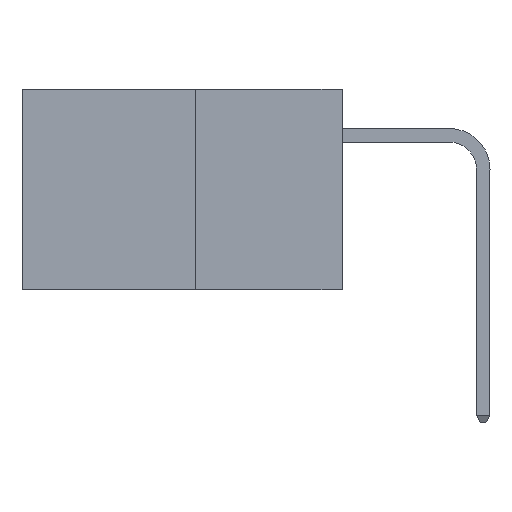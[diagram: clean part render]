
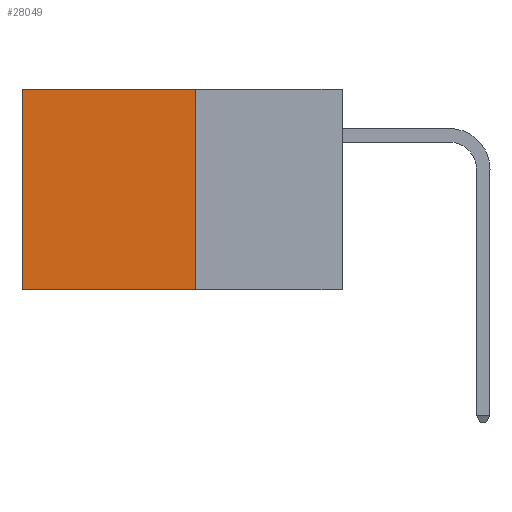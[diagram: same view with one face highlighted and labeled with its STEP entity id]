
A CAD part, left-side view. The second image highlights one B-rep face of the part: STEP entity #28049.
In plain terms, the highlighted planar face has unit normal (-1, 0, 0).
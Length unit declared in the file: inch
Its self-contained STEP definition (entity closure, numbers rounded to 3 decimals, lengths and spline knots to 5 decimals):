
#2509 = DIRECTION ( 'NONE',  ( 0., 0., -1. ) ) ;
#3873 = VERTEX_POINT ( 'NONE', #10509 ) ;
#3889 = VECTOR ( 'NONE', #2509, 39.37008 ) ;
#4336 = CARTESIAN_POINT ( 'NONE',  ( 0.277, 0.27, 0. ) ) ;
#4854 = CARTESIAN_POINT ( 'NONE',  ( 0.277, 0.59, -0.37 ) ) ;
#5961 = CARTESIAN_POINT ( 'NONE',  ( 0.277, 0.27, 0. ) ) ;
#7473 = VECTOR ( 'NONE', #25426, 39.37008 ) ;
#7651 = ORIENTED_EDGE ( 'NONE', *, *, #29874, .F. ) ;
#9853 = VERTEX_POINT ( 'NONE', #29092 ) ;
#10442 = ORIENTED_EDGE ( 'NONE', *, *, #16215, .T. ) ;
#10509 = CARTESIAN_POINT ( 'NONE',  ( 0.277, 0.59, 0. ) ) ;
#11969 = CARTESIAN_POINT ( 'NONE',  ( 0.277, 0.27, -0.37 ) ) ;
#12025 = FACE_OUTER_BOUND ( 'NONE', #19895, .T. ) ;
#12131 = EDGE_CURVE ( 'NONE', #3873, #27092, #22466, .T. ) ;
#13019 = AXIS2_PLACEMENT_3D ( 'NONE', #11969, #28269, #14340 ) ;
#13815 = LINE ( 'NONE', #26870, #24728 ) ;
#14340 = DIRECTION ( 'NONE',  ( 0., 0., -1. ) ) ;
#14402 = LINE ( 'NONE', #23092, #7473 ) ;
#14608 = VECTOR ( 'NONE', #29276, 39.37008 ) ;
#15311 = ORIENTED_EDGE ( 'NONE', *, *, #22011, .F. ) ;
#16215 = EDGE_CURVE ( 'NONE', #18244, #3873, #20778, .T. ) ;
#18244 = VERTEX_POINT ( 'NONE', #4336 ) ;
#19895 = EDGE_LOOP ( 'NONE', ( #27265, #15311, #7651, #10442 ) ) ;
#20778 = LINE ( 'NONE', #5961, #14608 ) ;
#22011 = EDGE_CURVE ( 'NONE', #9853, #27092, #13815, .T. ) ;
#22466 = LINE ( 'NONE', #4854, #3889 ) ;
#23092 = CARTESIAN_POINT ( 'NONE',  ( 0.277, 0.27, -0.37 ) ) ;
#24532 = DIRECTION ( 'NONE',  ( 0., 1., 0. ) ) ;
#24728 = VECTOR ( 'NONE', #24532, 39.37008 ) ;
#25426 = DIRECTION ( 'NONE',  ( 0., 0., -1. ) ) ;
#25925 = PLANE ( 'NONE',  #13019 ) ;
#26870 = CARTESIAN_POINT ( 'NONE',  ( 0.277, 0.27, -0.37 ) ) ;
#27092 = VERTEX_POINT ( 'NONE', #28307 ) ;
#27265 = ORIENTED_EDGE ( 'NONE', *, *, #12131, .T. ) ;
#28049 = ADVANCED_FACE ( 'NONE', ( #12025 ), #25925, .F. ) ;
#28269 = DIRECTION ( 'NONE',  ( 1., 0., 0. ) ) ;
#28307 = CARTESIAN_POINT ( 'NONE',  ( 0.277, 0.59, -0.37 ) ) ;
#29092 = CARTESIAN_POINT ( 'NONE',  ( 0.277, 0.27, -0.37 ) ) ;
#29276 = DIRECTION ( 'NONE',  ( 0., 1., 0. ) ) ;
#29874 = EDGE_CURVE ( 'NONE', #18244, #9853, #14402, .T. ) ;
